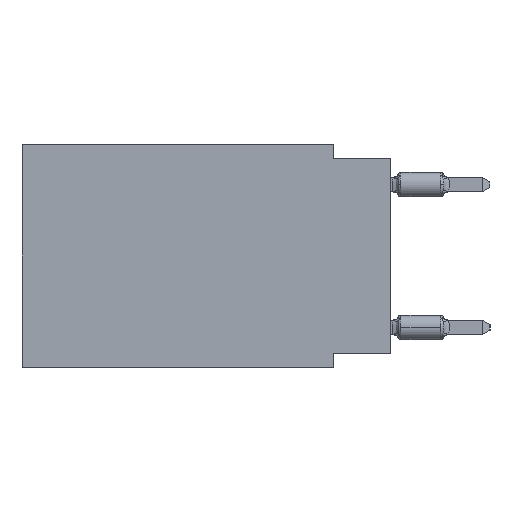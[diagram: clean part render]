
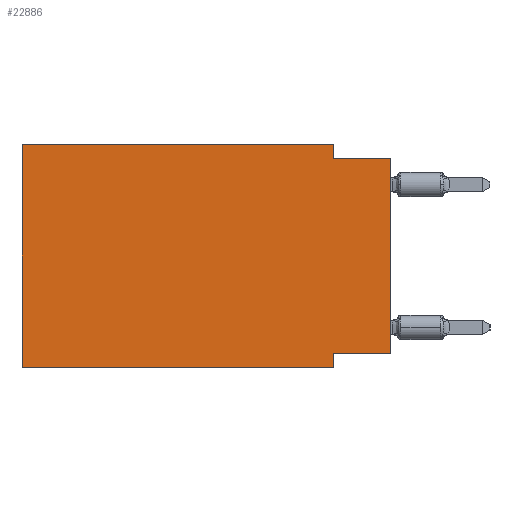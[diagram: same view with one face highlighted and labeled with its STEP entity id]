
A CAD part, left-side view. The second image highlights one B-rep face of the part: STEP entity #22886.
In plain terms, the highlighted planar face has unit normal (-1, 0, 0).
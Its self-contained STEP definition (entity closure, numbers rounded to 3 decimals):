
#354 = EDGE_CURVE ( 'NONE', #2362, #7974, #25443, .T. ) ;
#371 = DIRECTION ( 'NONE',  ( 1., 0., 0. ) ) ;
#468 = VECTOR ( 'NONE', #7588, 1000. ) ;
#647 = LINE ( 'NONE', #21416, #17062 ) ;
#899 = CARTESIAN_POINT ( 'NONE',  ( 0., 16.383, 0. ) ) ;
#980 = CARTESIAN_POINT ( 'NONE',  ( 0., 2.54, 0. ) ) ;
#1263 = ORIENTED_EDGE ( 'NONE', *, *, #22641, .F. ) ;
#1735 = CARTESIAN_POINT ( 'NONE',  ( 0., 16.383, 0. ) ) ;
#1770 = VECTOR ( 'NONE', #11013, 1000. ) ;
#1803 = EDGE_CURVE ( 'NONE', #7974, #23430, #2685, .T. ) ;
#1868 = EDGE_CURVE ( 'NONE', #3669, #23732, #5124, .T. ) ;
#2199 = EDGE_CURVE ( 'NONE', #13646, #23732, #22395, .T. ) ;
#2362 = VERTEX_POINT ( 'NONE', #2426 ) ;
#2426 = CARTESIAN_POINT ( 'NONE',  ( 0., 16.383, -9.906 ) ) ;
#2685 = LINE ( 'NONE', #899, #1770 ) ;
#2749 = ORIENTED_EDGE ( 'NONE', *, *, #354, .F. ) ;
#3132 = LINE ( 'NONE', #11457, #15279 ) ;
#3655 = VECTOR ( 'NONE', #8015, 1000. ) ;
#3669 = VERTEX_POINT ( 'NONE', #15255 ) ;
#3775 = LINE ( 'NONE', #24813, #9228 ) ;
#3848 = EDGE_CURVE ( 'NONE', #15290, #15382, #3775, .T. ) ;
#5067 = LINE ( 'NONE', #15901, #7684 ) ;
#5124 = LINE ( 'NONE', #26270, #468 ) ;
#5131 = DIRECTION ( 'NONE',  ( 0., 0., -1. ) ) ;
#5785 = CARTESIAN_POINT ( 'NONE',  ( 0., 2.54, -9.271 ) ) ;
#6419 = ORIENTED_EDGE ( 'NONE', *, *, #1868, .T. ) ;
#7588 = DIRECTION ( 'NONE',  ( 0., 0., 1. ) ) ;
#7684 = VECTOR ( 'NONE', #22214, 1000. ) ;
#7974 = VERTEX_POINT ( 'NONE', #19234 ) ;
#8015 = DIRECTION ( 'NONE',  ( 0., 0., 1. ) ) ;
#8168 = DIRECTION ( 'NONE',  ( 0., -1., 0. ) ) ;
#8411 = DIRECTION ( 'NONE',  ( 0., 0., -1. ) ) ;
#8436 = CARTESIAN_POINT ( 'NONE',  ( 0., 0., -0.635 ) ) ;
#8877 = CARTESIAN_POINT ( 'NONE',  ( 0., 0., -0.635 ) ) ;
#9228 = VECTOR ( 'NONE', #8411, 1000. ) ;
#9755 = ORIENTED_EDGE ( 'NONE', *, *, #3848, .F. ) ;
#11013 = DIRECTION ( 'NONE',  ( 0., -1., 0. ) ) ;
#11457 = CARTESIAN_POINT ( 'NONE',  ( 0., 2.54, 0. ) ) ;
#13642 = EDGE_CURVE ( 'NONE', #2362, #15382, #5067, .T. ) ;
#13646 = VERTEX_POINT ( 'NONE', #18109 ) ;
#15255 = CARTESIAN_POINT ( 'NONE',  ( 0., 0., -9.271 ) ) ;
#15279 = VECTOR ( 'NONE', #15674, 1000. ) ;
#15290 = VERTEX_POINT ( 'NONE', #5785 ) ;
#15382 = VERTEX_POINT ( 'NONE', #17951 ) ;
#15674 = DIRECTION ( 'NONE',  ( 0., 0., -1. ) ) ;
#15901 = CARTESIAN_POINT ( 'NONE',  ( 0., 16.383, -9.906 ) ) ;
#16245 = EDGE_LOOP ( 'NONE', ( #6419, #22037, #1263, #24024, #2749, #24068, #9755, #24311 ) ) ;
#17062 = VECTOR ( 'NONE', #25768, 1000. ) ;
#17951 = CARTESIAN_POINT ( 'NONE',  ( 0., 2.54, -9.906 ) ) ;
#18109 = CARTESIAN_POINT ( 'NONE',  ( 0., 2.54, -0.635 ) ) ;
#19076 = PLANE ( 'NONE',  #20429 ) ;
#19234 = CARTESIAN_POINT ( 'NONE',  ( 0., 16.383, 0. ) ) ;
#20429 = AXIS2_PLACEMENT_3D ( 'NONE', #23042, #371, #5131 ) ;
#21416 = CARTESIAN_POINT ( 'NONE',  ( 0., 0., -9.271 ) ) ;
#22037 = ORIENTED_EDGE ( 'NONE', *, *, #2199, .F. ) ;
#22214 = DIRECTION ( 'NONE',  ( 0., -1., 0. ) ) ;
#22395 = LINE ( 'NONE', #8436, #24034 ) ;
#22641 = EDGE_CURVE ( 'NONE', #23430, #13646, #3132, .T. ) ;
#22886 = ADVANCED_FACE ( 'NONE', ( #25080 ), #19076, .F. ) ;
#23042 = CARTESIAN_POINT ( 'NONE',  ( 0., 16.383, 0. ) ) ;
#23430 = VERTEX_POINT ( 'NONE', #980 ) ;
#23732 = VERTEX_POINT ( 'NONE', #8877 ) ;
#24024 = ORIENTED_EDGE ( 'NONE', *, *, #1803, .F. ) ;
#24034 = VECTOR ( 'NONE', #8168, 1000. ) ;
#24068 = ORIENTED_EDGE ( 'NONE', *, *, #13642, .T. ) ;
#24311 = ORIENTED_EDGE ( 'NONE', *, *, #25328, .F. ) ;
#24813 = CARTESIAN_POINT ( 'NONE',  ( 0., 2.54, -9.906 ) ) ;
#25080 = FACE_OUTER_BOUND ( 'NONE', #16245, .T. ) ;
#25328 = EDGE_CURVE ( 'NONE', #3669, #15290, #647, .T. ) ;
#25443 = LINE ( 'NONE', #1735, #3655 ) ;
#25768 = DIRECTION ( 'NONE',  ( 0., 1., 0. ) ) ;
#26270 = CARTESIAN_POINT ( 'NONE',  ( 0., 0., 0. ) ) ;
